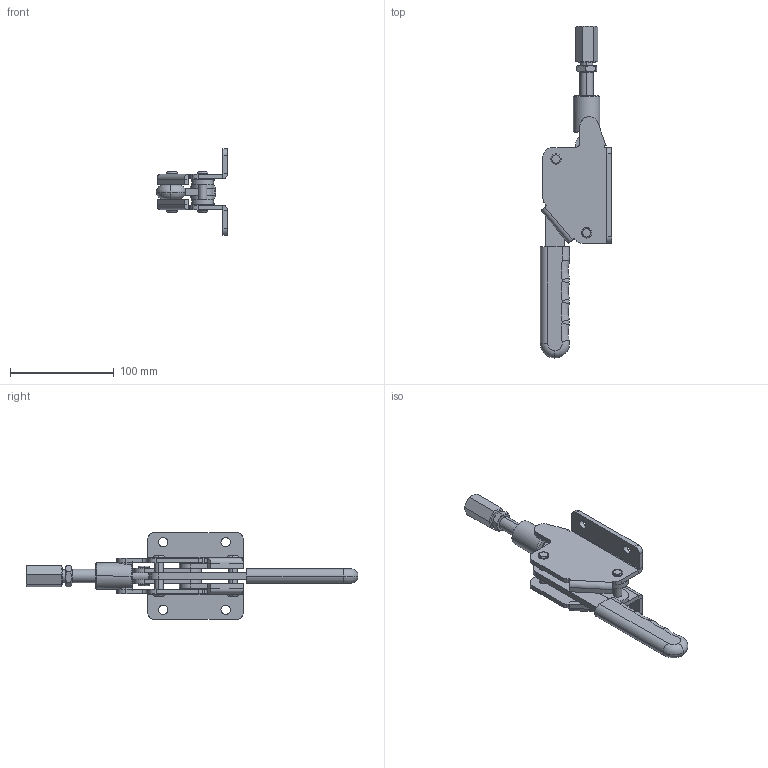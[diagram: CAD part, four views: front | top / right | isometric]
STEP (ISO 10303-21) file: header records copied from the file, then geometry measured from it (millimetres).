
FILE_DESCRIPTION (( 'STEP AP203' ), '1' );
FILE_NAME ('HS-30290M 装配体.STEP', '2018-12-07T06:27:21', ( 'PCOS' ), ( '微软中国' ), 'SwSTEP 2.0', 'SolidWorks 2012', '' );
FILE_SCHEMA (( 'CONFIG_CONTROL_DESIGN' ));
Length unit declared in the file: millimetre
Products named in the file (12): HS-30290M 蚾饜极; hex thin nuts-grades ab-chamfered gb_GB_FASTENER_NUT_STNAB M12-N; 种3; 种2; 种1; 挴裝; 忒梟; 忒參; 蹟譫; 蟀裝2; 蟀裝1; 楊擘菁釱
Assembly tree (14 placements, depth 2):
  HS-30290M 蚾饜极
    楊擘菁釱
    蟀裝1  x2
    蟀裝2  x2
    蹟譫
    忒參
    忒梟
    挴裝
    种1
    种2
    种3  x2
    hex thin nuts-grades ab-chamfered gb_GB_FASTENER_NUT_STNAB M12-N
Bounding box: 68.5 x 319.32 x 83 mm (x, y, z)
Volume: 188406.3 mm3; surface area: 84717.9 mm2
Topology: 16 solids, 16 shells, 697 faces, 1807 edges, 1178 vertices
Faces by surface type: plane 318, cylinder 159, bspline 158, torus 34, cone 28
Entity records: 28814 total; most frequent: CARTESIAN_POINT 11970, ORIENTED_EDGE 3454, DIRECTION 2774, EDGE_CURVE 1727, VERTEX_POINT 1126, LINE 998, VECTOR 998, AXIS2_PLACEMENT_3D 888
